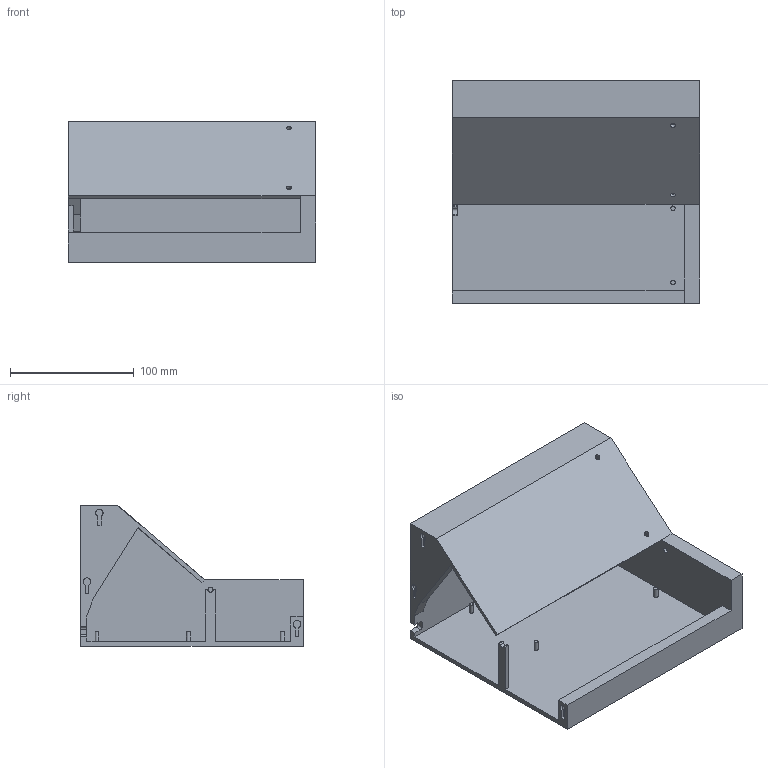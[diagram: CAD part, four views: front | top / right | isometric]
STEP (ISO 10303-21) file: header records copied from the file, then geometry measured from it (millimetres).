
FILE_DESCRIPTION(/* description */ (''),/* implementation_level */ '2;1');
FILE_NAME(/* name */ 'rightside.stp',/* time_stamp */ '2026-01-05T15:15:31+01:00',/* author */ ('Wendelin'),/* organization */ (''),/* preprocessor_version */ 'ST-DEVELOPER v20',/* originating_system */ 'Autodesk Inventor 2024',/* authorisation */ '');
FILE_SCHEMA (('AUTOMOTIVE_DESIGN { 1 0 10303 214 3 1 1 }'));
Length unit declared in the file: millimetre
Products named in the file (1): rightside
Bounding box: 200 x 180 x 114 mm (x, y, z)
Volume: 529889 mm3; surface area: 200673.2 mm2
Topology: 1 solids, 1 shells, 84 faces, 215 edges, 141 vertices
Faces by surface type: plane 63, cylinder 21
Full cylindrical faces by diameter (mm): 3 x2, 3.5 x2, 4 x3
Entity records: 2582 total; most frequent: CARTESIAN_POINT 441, DIRECTION 433, ORIENTED_EDGE 430, EDGE_CURVE 215, LINE 167, VECTOR 167, VERTEX_POINT 141, AXIS2_PLACEMENT_3D 133
